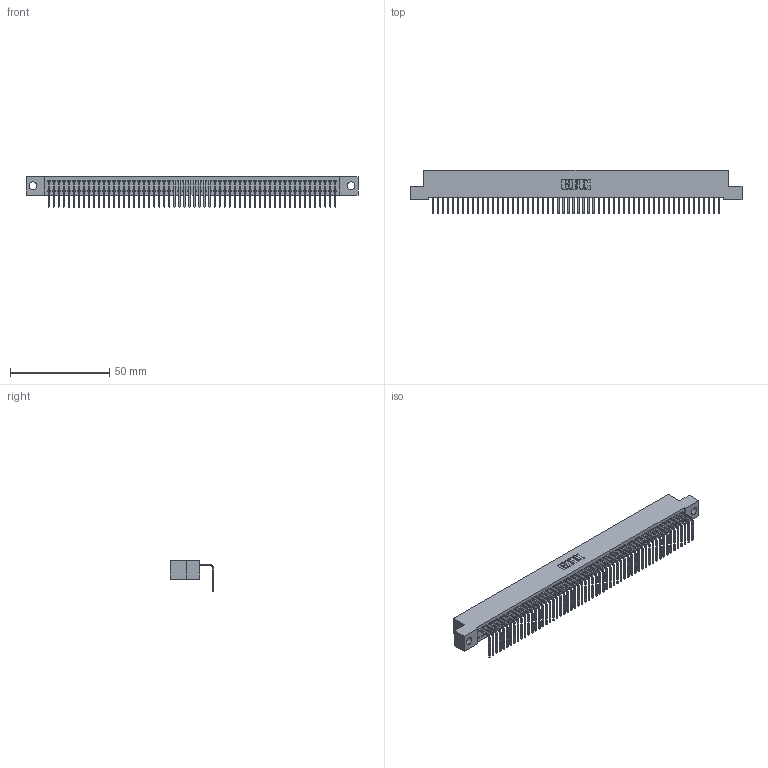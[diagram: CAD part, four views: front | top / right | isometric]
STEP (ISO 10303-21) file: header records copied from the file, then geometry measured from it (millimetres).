
FILE_DESCRIPTION (( 'STEP AP203' ), '1' );
FILE_NAME ('392-058-558-104.STEP', '2018-08-17T18:08:41', ( '' ), ( '' ), 'SwSTEP 2.0', 'SolidWorks 2016', '' );
FILE_SCHEMA (( 'CONFIG_CONTROL_DESIGN' ));
Length unit declared in the file: inch
Products named in the file (3): 342 Part_.156 TH; 345-292-001_558 Tail - 2; 392-058-558-104
Assembly tree (59 placements, depth 2):
  392-058-558-104
    342 Part_.156 TH
    345-292-001_558 Tail - 2  x58
Bounding box: 167.64 x 21.91 x 15.62 mm (x, y, z)
Volume: 14863.8 mm3; surface area: 23041.9 mm2
Topology: 59 solids, 59 shells, 3590 faces, 10855 edges, 7158 vertices
Faces by surface type: plane 2618, cylinder 972
Entity records: 33343 total; most frequent: CARTESIAN_POINT 5756, ORIENTED_EDGE 5750, DIRECTION 4823, EDGE_CURVE 2875, VECTOR 2747, LINE 2747, VERTEX_POINT 1914, AXIS2_PLACEMENT_3D 1038
